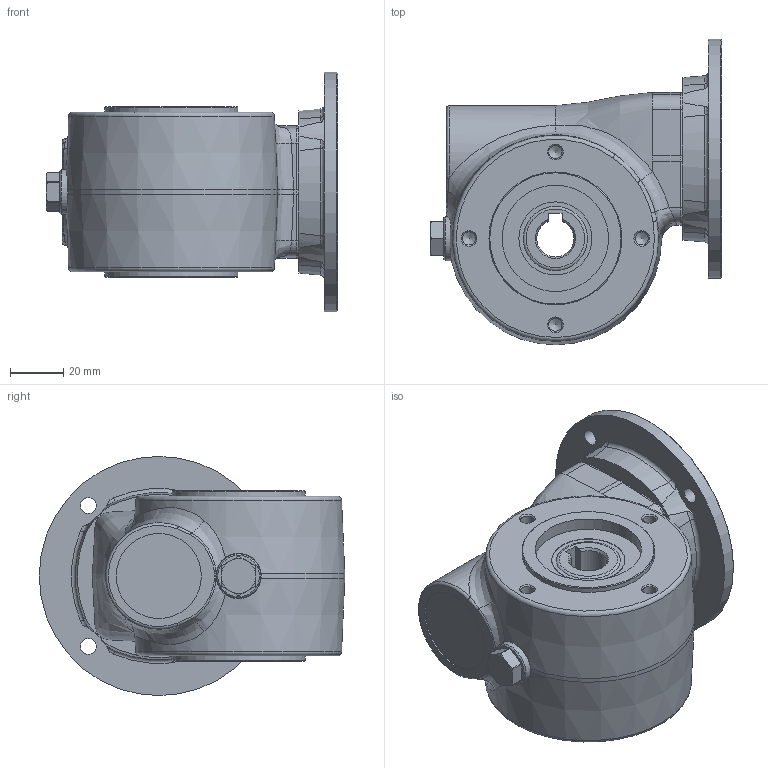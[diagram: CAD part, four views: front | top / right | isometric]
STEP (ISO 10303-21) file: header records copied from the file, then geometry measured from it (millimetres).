
FILE_DESCRIPTION( ( 'Unknown' ), '1' );
FILE_NAME( 'E142598135CD92A56F158B0CCCFC7.3d.stp', 'Unknown', ( 'Unknown' ), ( 'Unknown' ), 'PSStep 10.1', 'Unknown', ' ' );
FILE_SCHEMA( ( 'AUTOMOTIVE_DESIGN { 1 0 10303 214 1 1 1 1 }' ) );
Length unit declared in the file: millimetre
Products named in the file (1): N308800
Bounding box: 109.5 x 114.96 x 90 mm (x, y, z)
Volume: 394124.7 mm3; surface area: 53200.8 mm2
Topology: 1 solids, 9 shells, 308 faces, 748 edges, 479 vertices
Faces by surface type: plane 94, cylinder 79, cone 67, bspline 42, torus 26
Full cylindrical faces by diameter (mm): 4.917 x12, 6 x8, 6.5 x4, 10 x4, 11 x4, 16.662 x1, 17 x1, 20 x1, 27.5 x2, 30 x1, 32 x1, 40 x1, 47 x1, 50 x2, 90 x1
Entity records: 15560 total; most frequent: CARTESIAN_POINT 6902, DIRECTION 1226, ORIENTED_EDGE 1172, EDGE_CURVE 586, AXIS2_PLACEMENT_3D 535, EDGE_LOOP 443, VERTEX_POINT 425, FACE_OUTER_BOUND 363
